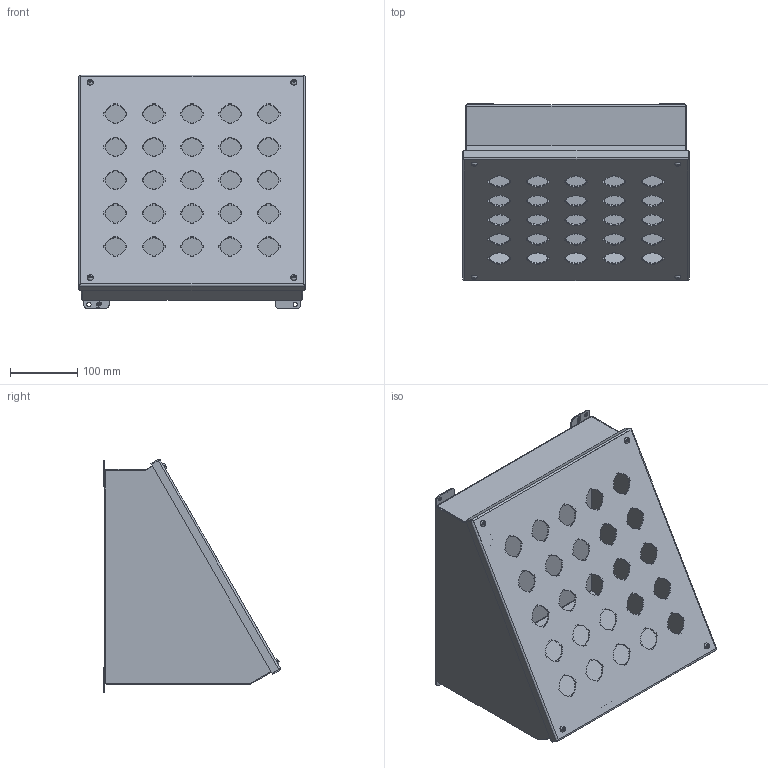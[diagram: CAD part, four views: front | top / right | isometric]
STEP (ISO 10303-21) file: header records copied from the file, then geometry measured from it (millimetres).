
FILE_DESCRIPTION (( 'STEP AP203' ), '1' );
FILE_NAME ('1490K25_Default.step', '2019-11-12T20:30:48', ( '' ), ( '' ), 'SwSTEP 2.0', 'SolidWorks 2019', '' );
FILE_SCHEMA (( 'CONFIG_CONTROL_DESIGN' ));
Length unit declared in the file: inch
Products named in the file (1): 1490K25_Default
Bounding box: 338.12 x 263.73 x 348.35 mm (x, y, z)
Volume: 930607.6 mm3; surface area: 990502 mm2
Topology: 25 solids, 25 shells, 1111 faces, 3032 edges, 1999 vertices
Faces by surface type: plane 799, cylinder 272, cone 24, torus 8, bspline 8
Entity records: 35563 total; most frequent: CARTESIAN_POINT 6875, ORIENTED_EDGE 6060, DIRECTION 5762, EDGE_CURVE 3030, LINE 2310, VECTOR 2310, VERTEX_POINT 1999, AXIS2_PLACEMENT_3D 1726
